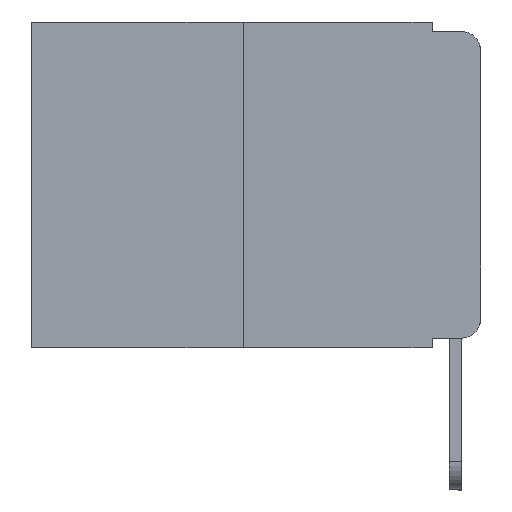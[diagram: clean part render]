
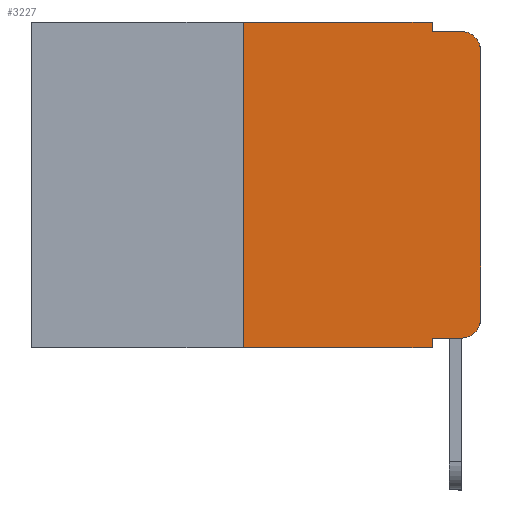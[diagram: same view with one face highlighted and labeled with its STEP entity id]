
A CAD part, left-side view. The second image highlights one B-rep face of the part: STEP entity #3227.
In plain terms, the highlighted planar face has unit normal (-1, 0, 0).
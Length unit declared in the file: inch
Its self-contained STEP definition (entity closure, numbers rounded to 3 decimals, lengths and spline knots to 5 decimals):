
#68 = CARTESIAN_POINT ( 'NONE',  ( 0., 0.25, 0. ) ) ;
#432 = VERTEX_POINT ( 'NONE', #12859 ) ;
#482 = CARTESIAN_POINT ( 'NONE',  ( 0., 0.02, -0.03 ) ) ;
#510 = CIRCLE ( 'NONE', #2423, 0.02 ) ;
#713 = VECTOR ( 'NONE', #4568, 39.37008 ) ;
#772 = AXIS2_PLACEMENT_3D ( 'NONE', #12652, #1143, #4597 ) ;
#1143 = DIRECTION ( 'NONE',  ( 1., 0., 0. ) ) ;
#1259 = CARTESIAN_POINT ( 'NONE',  ( 0., 0.02, -0.01 ) ) ;
#1286 = EDGE_CURVE ( 'NONE', #14358, #432, #12641, .T. ) ;
#1381 = LINE ( 'NONE', #7060, #6396 ) ;
#1592 = VERTEX_POINT ( 'NONE', #1817 ) ;
#1817 = CARTESIAN_POINT ( 'NONE',  ( 0., 0., -0.03 ) ) ;
#1900 = CARTESIAN_POINT ( 'NONE',  ( 0., 0.02, -0.333 ) ) ;
#1925 = CARTESIAN_POINT ( 'NONE',  ( 0., 0., 0. ) ) ;
#1930 = VECTOR ( 'NONE', #5375, 39.37008 ) ;
#1983 = VERTEX_POINT ( 'NONE', #5747 ) ;
#2025 = VECTOR ( 'NONE', #13519, 39.37008 ) ;
#2301 = AXIS2_PLACEMENT_3D ( 'NONE', #9584, #14036, #2647 ) ;
#2423 = AXIS2_PLACEMENT_3D ( 'NONE', #482, #8368, #14006 ) ;
#2573 = VERTEX_POINT ( 'NONE', #1900 ) ;
#2647 = DIRECTION ( 'NONE',  ( 0., 0., -1. ) ) ;
#3072 = CARTESIAN_POINT ( 'NONE',  ( 0., 0.051, -0.333 ) ) ;
#3225 = EDGE_CURVE ( 'NONE', #14358, #2573, #5629, .T. ) ;
#3227 = ADVANCED_FACE ( 'NONE', ( #6898 ), #9337, .F. ) ;
#3281 = EDGE_LOOP ( 'NONE', ( #7941, #7027, #4421, #5087, #9282, #5192, #10860, #6883, #14192, #14576 ) ) ;
#3419 = CARTESIAN_POINT ( 'NONE',  ( 0., 0.25, 0. ) ) ;
#3852 = CARTESIAN_POINT ( 'NONE',  ( 0., 0.473, 0. ) ) ;
#3957 = VECTOR ( 'NONE', #11405, 39.37008 ) ;
#3999 = DIRECTION ( 'NONE',  ( 0., -1., 0. ) ) ;
#4304 = VERTEX_POINT ( 'NONE', #14008 ) ;
#4305 = EDGE_CURVE ( 'NONE', #12789, #13658, #9706, .T. ) ;
#4421 = ORIENTED_EDGE ( 'NONE', *, *, #6664, .F. ) ;
#4568 = DIRECTION ( 'NONE',  ( 0., -1., 0. ) ) ;
#4597 = DIRECTION ( 'NONE',  ( 0., 0., -1. ) ) ;
#4812 = CARTESIAN_POINT ( 'NONE',  ( 0., 0.051, -0.333 ) ) ;
#5087 = ORIENTED_EDGE ( 'NONE', *, *, #5387, .F. ) ;
#5192 = ORIENTED_EDGE ( 'NONE', *, *, #8849, .F. ) ;
#5375 = DIRECTION ( 'NONE',  ( 0., 0., 1. ) ) ;
#5387 = EDGE_CURVE ( 'NONE', #13658, #1983, #11206, .T. ) ;
#5474 = EDGE_CURVE ( 'NONE', #2573, #6570, #8646, .T. ) ;
#5629 = LINE ( 'NONE', #4812, #9502 ) ;
#5747 = CARTESIAN_POINT ( 'NONE',  ( 0., 0.051, -0.01 ) ) ;
#6396 = VECTOR ( 'NONE', #7129, 39.37008 ) ;
#6570 = VERTEX_POINT ( 'NONE', #7607 ) ;
#6584 = EDGE_CURVE ( 'NONE', #6570, #1592, #10910, .T. ) ;
#6664 = EDGE_CURVE ( 'NONE', #1983, #12252, #10334, .T. ) ;
#6860 = CARTESIAN_POINT ( 'NONE',  ( 0., 0.051, -0.01 ) ) ;
#6883 = ORIENTED_EDGE ( 'NONE', *, *, #1286, .F. ) ;
#6898 = FACE_OUTER_BOUND ( 'NONE', #3281, .T. ) ;
#7025 = CARTESIAN_POINT ( 'NONE',  ( 0., 0.051, 0. ) ) ;
#7027 = ORIENTED_EDGE ( 'NONE', *, *, #11560, .T. ) ;
#7060 = CARTESIAN_POINT ( 'NONE',  ( 0., 0.473, -0.343 ) ) ;
#7129 = DIRECTION ( 'NONE',  ( 0., -1., 0. ) ) ;
#7168 = CARTESIAN_POINT ( 'NONE',  ( 0., 0.051, 0. ) ) ;
#7607 = CARTESIAN_POINT ( 'NONE',  ( 0., 0., -0.313 ) ) ;
#7941 = ORIENTED_EDGE ( 'NONE', *, *, #6584, .T. ) ;
#7966 = CARTESIAN_POINT ( 'NONE',  ( 0., 0.051, 0. ) ) ;
#8368 = DIRECTION ( 'NONE',  ( -1., 0., 0. ) ) ;
#8396 = VECTOR ( 'NONE', #11536, 39.37008 ) ;
#8646 = CIRCLE ( 'NONE', #2301, 0.02 ) ;
#8849 = EDGE_CURVE ( 'NONE', #4304, #12789, #11485, .T. ) ;
#9114 = DIRECTION ( 'NONE',  ( 0., -1., 0. ) ) ;
#9282 = ORIENTED_EDGE ( 'NONE', *, *, #4305, .F. ) ;
#9337 = PLANE ( 'NONE',  #772 ) ;
#9502 = VECTOR ( 'NONE', #9114, 39.37008 ) ;
#9584 = CARTESIAN_POINT ( 'NONE',  ( 0., 0.02, -0.313 ) ) ;
#9706 = LINE ( 'NONE', #3852, #10449 ) ;
#10334 = LINE ( 'NONE', #6860, #713 ) ;
#10449 = VECTOR ( 'NONE', #3999, 39.37008 ) ;
#10860 = ORIENTED_EDGE ( 'NONE', *, *, #13295, .T. ) ;
#10910 = LINE ( 'NONE', #1925, #1930 ) ;
#11206 = LINE ( 'NONE', #7966, #2025 ) ;
#11405 = DIRECTION ( 'NONE',  ( 0., 0., 1. ) ) ;
#11485 = LINE ( 'NONE', #3419, #3957 ) ;
#11536 = DIRECTION ( 'NONE',  ( 0., 0., -1. ) ) ;
#11560 = EDGE_CURVE ( 'NONE', #1592, #12252, #510, .T. ) ;
#12252 = VERTEX_POINT ( 'NONE', #1259 ) ;
#12641 = LINE ( 'NONE', #7025, #8396 ) ;
#12652 = CARTESIAN_POINT ( 'NONE',  ( 0., 0.473, 0. ) ) ;
#12789 = VERTEX_POINT ( 'NONE', #68 ) ;
#12859 = CARTESIAN_POINT ( 'NONE',  ( 0., 0.051, -0.343 ) ) ;
#13295 = EDGE_CURVE ( 'NONE', #4304, #432, #1381, .T. ) ;
#13519 = DIRECTION ( 'NONE',  ( 0., 0., -1. ) ) ;
#13658 = VERTEX_POINT ( 'NONE', #7168 ) ;
#14006 = DIRECTION ( 'NONE',  ( 0., 0., -1. ) ) ;
#14008 = CARTESIAN_POINT ( 'NONE',  ( 0., 0.25, -0.343 ) ) ;
#14036 = DIRECTION ( 'NONE',  ( -1., 0., 0. ) ) ;
#14192 = ORIENTED_EDGE ( 'NONE', *, *, #3225, .T. ) ;
#14358 = VERTEX_POINT ( 'NONE', #3072 ) ;
#14576 = ORIENTED_EDGE ( 'NONE', *, *, #5474, .T. ) ;
